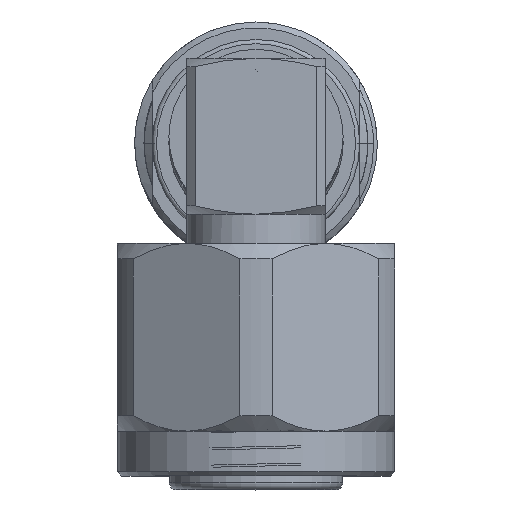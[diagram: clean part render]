
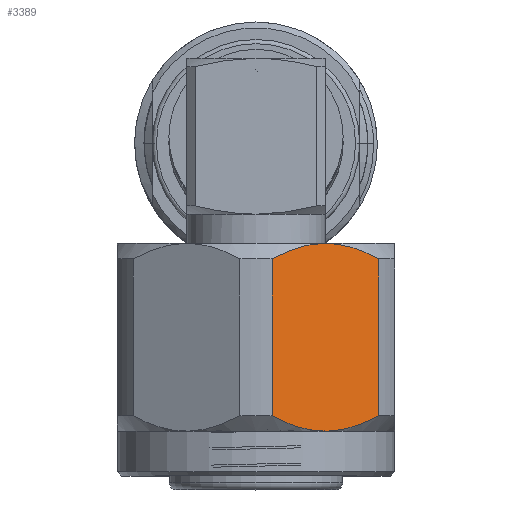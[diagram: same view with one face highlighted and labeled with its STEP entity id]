
A CAD part, top view. The second image highlights one B-rep face of the part: STEP entity #3389.
In plain terms, the highlighted face is planar.
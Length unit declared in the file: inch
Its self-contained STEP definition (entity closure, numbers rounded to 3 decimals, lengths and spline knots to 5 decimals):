
#228 = EDGE_CURVE ( 'NONE', #4378, #10045, #5876, .T. ) ;
#695 = DIRECTION ( 'NONE',  ( 0., -0.5, 0.866 ) ) ;
#817 = LINE ( 'NONE', #5379, #12490 ) ;
#847 = CARTESIAN_POINT ( 'NONE',  ( -0.24442, 0.26079, 0.17821 ) ) ;
#985 = CARTESIAN_POINT ( 'NONE',  ( -0.2436, 0.2668, 0.16782 ) ) ;
#1757 = CARTESIAN_POINT ( 'NONE',  ( -0.65456, 0.22517, 0.23991 ) ) ;
#1808 = CARTESIAN_POINT ( 'NONE',  ( -0.6546, 0.32031, 0.07513 ) ) ;
#1876 = ORIENTED_EDGE ( 'NONE', *, *, #228, .T. ) ;
#1997 = CARTESIAN_POINT ( 'NONE',  ( 0.73088, 0.34253, 0.03663 ) ) ;
#2046 = CARTESIAN_POINT ( 'NONE',  ( -0.25938, 0.22522, 0.23983 ) ) ;
#2840 = CARTESIAN_POINT ( 'NONE',  ( -0.67039, 0.27873, 0.14714 ) ) ;
#2882 = PLANE ( 'NONE',  #7857 ) ;
#2887 = CARTESIAN_POINT ( 'NONE',  ( -0.66957, 0.28473, 0.13675 ) ) ;
#3146 = CARTESIAN_POINT ( 'NONE',  ( -0.25009, 0.24281, 0.20936 ) ) ;
#3152 = B_SPLINE_CURVE_WITH_KNOTS ( 'NONE', 3,
 ( #7319, #6289, #13859, #4288, #4136, #11629, #10669, #985, #847, #5144, #3146, #2046, #4235, #12715 ),
 .UNSPECIFIED., .F., .F.,
 ( 4, 2, 2, 2, 2, 2, 4 ),
 ( 0., 0.00184, 0.00275, 0.00367, 0.00459, 0.0055, 0.00734 ),
 .UNSPECIFIED. ) ;
#3173 = EDGE_CURVE ( 'NONE', #13639, #3931, #817, .T. ) ;
#3389 = ADVANCED_FACE ( 'NONE', ( #7056 ), #2882, .T. ) ;
#3931 = VERTEX_POINT ( 'NONE', #13436 ) ;
#4136 = CARTESIAN_POINT ( 'NONE',  ( -0.24772, 0.29693, 0.11563 ) ) ;
#4235 = CARTESIAN_POINT ( 'NONE',  ( -0.26821, 0.21395, 0.25934 ) ) ;
#4288 = CARTESIAN_POINT ( 'NONE',  ( -0.25016, 0.30287, 0.10533 ) ) ;
#4378 = VERTEX_POINT ( 'NONE', #13375 ) ;
#4990 = CARTESIAN_POINT ( 'NONE',  ( -0.66633, 0.29671, 0.116 ) ) ;
#5036 = CARTESIAN_POINT ( 'NONE',  ( -0.64578, 0.33157, 0.05562 ) ) ;
#5144 = CARTESIAN_POINT ( 'NONE',  ( -0.24765, 0.24882, 0.19896 ) ) ;
#5379 = CARTESIAN_POINT ( 'NONE',  ( 0.73088, 0.20299, 0.27833 ) ) ;
#5467 = EDGE_CURVE ( 'NONE', #13639, #10045, #11977, .T. ) ;
#5876 = LINE ( 'NONE', #1997, #13493 ) ;
#6089 = CARTESIAN_POINT ( 'NONE',  ( -0.66382, 0.24265, 0.20963 ) ) ;
#6289 = CARTESIAN_POINT ( 'NONE',  ( -0.26822, 0.33159, 0.0556 ) ) ;
#6385 = DIRECTION ( 'NONE',  ( 1., 0., 0. ) ) ;
#7056 = FACE_OUTER_BOUND ( 'NONE', #11959, .T. ) ;
#7319 = CARTESIAN_POINT ( 'NONE',  ( -0.27879, 0.34253, 0.03663 ) ) ;
#7857 = AXIS2_PLACEMENT_3D ( 'NONE', #11413, #13649, #695 ) ;
#8193 = CARTESIAN_POINT ( 'NONE',  ( -0.64577, 0.21394, 0.25936 ) ) ;
#8286 = CARTESIAN_POINT ( 'NONE',  ( -0.67038, 0.26671, 0.16797 ) ) ;
#8479 = EDGE_CURVE ( 'NONE', #4378, #3931, #3152, .T. ) ;
#9121 = ORIENTED_EDGE ( 'NONE', *, *, #3173, .T. ) ;
#9296 = CARTESIAN_POINT ( 'NONE',  ( -0.66955, 0.26068, 0.17841 ) ) ;
#9550 = DIRECTION ( 'NONE',  ( -1., 0., 0. ) ) ;
#9786 = ORIENTED_EDGE ( 'NONE', *, *, #5467, .F. ) ;
#10045 = VERTEX_POINT ( 'NONE', #13615 ) ;
#10669 = CARTESIAN_POINT ( 'NONE',  ( -0.2436, 0.27882, 0.14699 ) ) ;
#11012 = CARTESIAN_POINT ( 'NONE',  ( -0.6352, 0.20299, 0.27833 ) ) ;
#11413 = CARTESIAN_POINT ( 'NONE',  ( -0.78348, 0.36369, 0. ) ) ;
#11465 = CARTESIAN_POINT ( 'NONE',  ( -0.6352, 0.20299, 0.27833 ) ) ;
#11565 = CARTESIAN_POINT ( 'NONE',  ( -0.6639, 0.30272, 0.1056 ) ) ;
#11629 = CARTESIAN_POINT ( 'NONE',  ( -0.24443, 0.28485, 0.13655 ) ) ;
#11959 = EDGE_LOOP ( 'NONE', ( #9121, #12915, #1876, #9786 ) ) ;
#11977 = B_SPLINE_CURVE_WITH_KNOTS ( 'NONE', 3,
 ( #11465, #8193, #1757, #6089, #13753, #9296, #8286, #2840, #2887, #4990, #11565, #1808, #5036, #12599 ),
 .UNSPECIFIED., .F., .F.,
 ( 4, 2, 2, 2, 2, 2, 4 ),
 ( 0., 0.00184, 0.00275, 0.00367, 0.00459, 0.0055, 0.00734 ),
 .UNSPECIFIED. ) ;
#12490 = VECTOR ( 'NONE', #6385, 39.37008 ) ;
#12599 = CARTESIAN_POINT ( 'NONE',  ( -0.6352, 0.34253, 0.03663 ) ) ;
#12715 = CARTESIAN_POINT ( 'NONE',  ( -0.27879, 0.20299, 0.27833 ) ) ;
#12915 = ORIENTED_EDGE ( 'NONE', *, *, #8479, .F. ) ;
#13375 = CARTESIAN_POINT ( 'NONE',  ( -0.27879, 0.34253, 0.03663 ) ) ;
#13436 = CARTESIAN_POINT ( 'NONE',  ( -0.27879, 0.20299, 0.27833 ) ) ;
#13493 = VECTOR ( 'NONE', #9550, 39.37008 ) ;
#13615 = CARTESIAN_POINT ( 'NONE',  ( -0.6352, 0.34253, 0.03663 ) ) ;
#13639 = VERTEX_POINT ( 'NONE', #11012 ) ;
#13649 = DIRECTION ( 'NONE',  ( 0., 0.866, 0.5 ) ) ;
#13753 = CARTESIAN_POINT ( 'NONE',  ( -0.66626, 0.2486, 0.19933 ) ) ;
#13859 = CARTESIAN_POINT ( 'NONE',  ( -0.25943, 0.32035, 0.07505 ) ) ;
